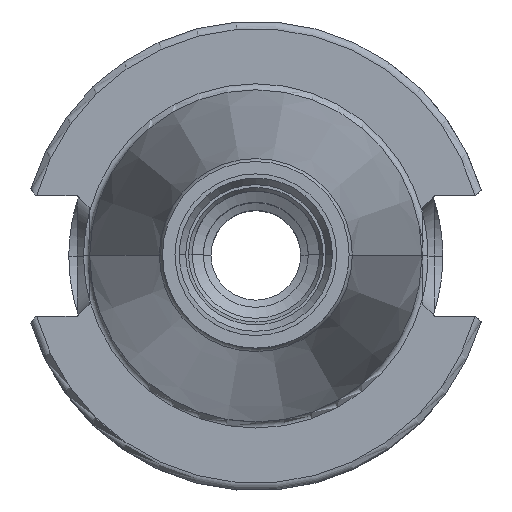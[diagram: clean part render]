
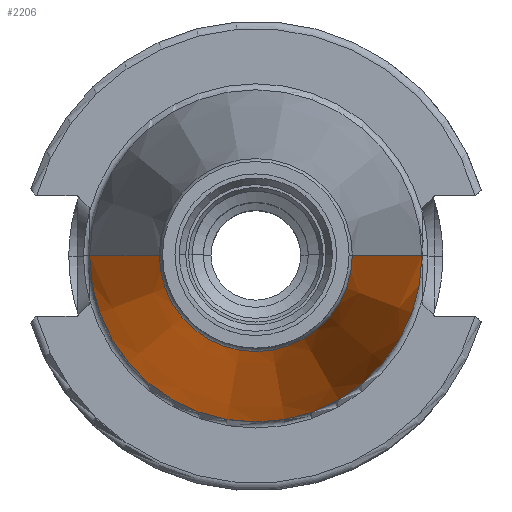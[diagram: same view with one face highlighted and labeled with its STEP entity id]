
A CAD part, top view. The second image highlights one B-rep face of the part: STEP entity #2206.
In plain terms, the highlighted conical face has half-angle 8.297 degrees and reference radius 22.225 mm.
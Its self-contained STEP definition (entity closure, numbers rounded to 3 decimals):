
#1116=EDGE_CURVE('NONE',#1940,#1578,#2668,.T.);
#1496=VERTEX_POINT('NONE',#3106);
#1578=VERTEX_POINT('NONE',#3196);
#1940=VERTEX_POINT('NONE',#3590);
#1972=EDGE_CURVE('NONE',#2278,#1496,#3626,.T.);
#2008=EDGE_CURVE('NONE',#1578,#2278,#3664,.T.);
#2014=EDGE_CURVE('NONE',#1940,#1496,#3672,.T.);
#2206=ADVANCED_FACE('NONE',(#3884),#3885,.T.);
#2278=VERTEX_POINT('NONE',#3964);
#2668=CIRCLE('',#4639,12.906);
#3106=CARTESIAN_POINT('',(22.225,0.,0.0));
#3196=CARTESIAN_POINT('',(-12.906,0.,63.903));
#3590=CARTESIAN_POINT('',(12.906,0.,63.903));
#3626=CIRCLE('',#6146,22.225);
#3664=LINE('',#6204,#6205);
#3672=LINE('',#6214,#6215);
#3884=FACE_OUTER_BOUND('',#6527,.T.);
#3885=CONICAL_SURFACE('',#6528,22.225,0.145);
#3964=CARTESIAN_POINT('',(-22.225,0.,0.0));
#4639=AXIS2_PLACEMENT_3D('',#7067,#7068,#7069);
#6146=AXIS2_PLACEMENT_3D('',#8241,#8242,#8243);
#6204=CARTESIAN_POINT('',(-22.225,0.,0.0));
#6205=VECTOR('',#8272,1000.0);
#6214=CARTESIAN_POINT('',(22.225,0.,0.0));
#6215=VECTOR('',#8289,1000.0);
#6527=EDGE_LOOP('',(#8544,#8545,#8546,#8547));
#6528=AXIS2_PLACEMENT_3D('',#8548,#8549,#8550);
#7067=CARTESIAN_POINT('',(0.0,0.0,63.903));
#7068=DIRECTION('',(0.0,0.0,-1.0));
#7069=DIRECTION('',(-1.0,0.,0.0));
#8241=CARTESIAN_POINT('',(0.0,0.0,0.0));
#8242=DIRECTION('',(0.0,0.0,1.0));
#8243=DIRECTION('',(-1.0,0.,0.0));
#8272=DIRECTION('',(-0.144,0.,-0.99));
#8289=DIRECTION('',(0.144,0.,-0.99));
#8544=ORIENTED_EDGE('',*,*,#1116,.T.);
#8545=ORIENTED_EDGE('',*,*,#2008,.T.);
#8546=ORIENTED_EDGE('',*,*,#1972,.T.);
#8547=ORIENTED_EDGE('',*,*,#2014,.F.);
#8548=CARTESIAN_POINT('',(0.0,0.0,0.0));
#8549=DIRECTION('',(-0.0,0.0,-1.0));
#8550=DIRECTION('',(1.0,0.,-0.0));
